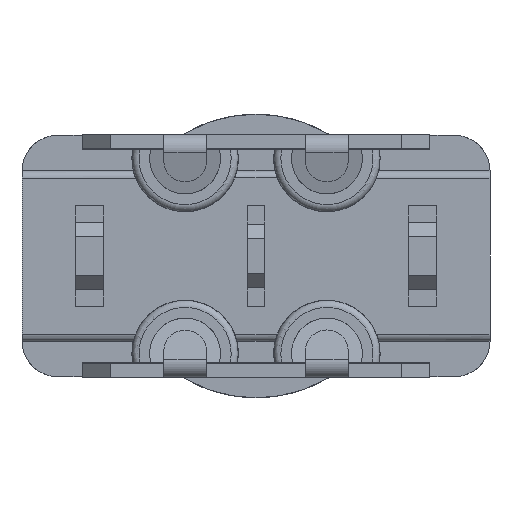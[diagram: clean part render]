
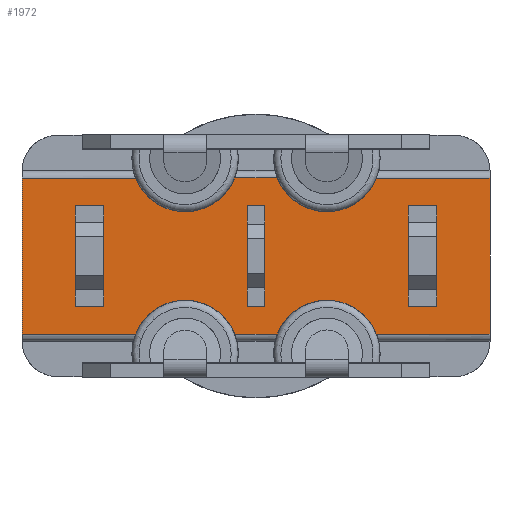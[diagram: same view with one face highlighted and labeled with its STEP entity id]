
A CAD part, front view. The second image highlights one B-rep face of the part: STEP entity #1972.
In plain terms, the highlighted planar face has unit normal (0, -1, 0).
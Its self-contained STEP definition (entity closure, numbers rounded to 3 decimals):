
#494=DIRECTION('',(0.,0.,1.));
#495=VECTOR('',#494,4.4);
#496=CARTESIAN_POINT('',(6.6,-10.95,-2.2));
#497=LINE('',#496,#495);
#506=DIRECTION('',(1.,0.,0.));
#507=VECTOR('',#506,3.204);
#508=CARTESIAN_POINT('',(3.396,-10.95,-2.2));
#509=LINE('',#508,#507);
#528=CARTESIAN_POINT('',(-2.,-10.95,2.75));
#529=DIRECTION('',(0.,1.,0.));
#530=DIRECTION('',(0.93,0.,-0.367));
#531=AXIS2_PLACEMENT_3D('',#528,#529,#530);
#533=CARTESIAN_POINT('',(2.,-10.95,2.75));
#534=DIRECTION('',(0.,1.,0.));
#535=DIRECTION('',(0.93,0.,-0.367));
#536=AXIS2_PLACEMENT_3D('',#533,#534,#535);
#538=CARTESIAN_POINT('',(2.,-10.95,-2.75));
#539=DIRECTION('',(0.,1.,0.));
#540=DIRECTION('',(-0.93,0.,0.367));
#541=AXIS2_PLACEMENT_3D('',#538,#539,#540);
#543=CARTESIAN_POINT('',(-2.,-10.95,-2.75));
#544=DIRECTION('',(0.,1.,0.));
#545=DIRECTION('',(-0.93,0.,0.367));
#546=AXIS2_PLACEMENT_3D('',#543,#544,#545);
#548=DIRECTION('',(1.,0.,0.));
#549=VECTOR('',#548,3.204);
#550=CARTESIAN_POINT('',(-6.6,-10.95,-2.2));
#551=LINE('',#550,#549);
#715=DIRECTION('',(-1.,0.,0.));
#716=VECTOR('',#715,3.204);
#717=CARTESIAN_POINT('',(-3.396,-10.95,2.2));
#718=LINE('',#717,#716);
#745=DIRECTION('',(0.,0.,-1.));
#746=VECTOR('',#745,4.4);
#747=CARTESIAN_POINT('',(-6.6,-10.95,2.2));
#748=LINE('',#747,#746);
#840=DIRECTION('',(1.,0.,0.));
#841=VECTOR('',#840,1.209);
#842=CARTESIAN_POINT('',(-0.604,-10.95,-2.2));
#843=LINE('',#842,#841);
#973=DIRECTION('',(-1.,0.,0.));
#974=VECTOR('',#973,1.209);
#975=CARTESIAN_POINT('',(0.604,-10.95,2.2));
#976=LINE('',#975,#974);
#1003=DIRECTION('',(-1.,0.,0.));
#1004=VECTOR('',#1003,3.204);
#1005=CARTESIAN_POINT('',(6.6,-10.95,2.2));
#1006=LINE('',#1005,#1004);
#1223=CARTESIAN_POINT('',(-6.6,-10.95,-2.2));
#1224=CARTESIAN_POINT('',(-3.396,-10.95,-2.2));
#1225=VERTEX_POINT('',#1223);
#1226=VERTEX_POINT('',#1224);
#1231=CARTESIAN_POINT('',(-3.396,-10.95,2.2));
#1232=CARTESIAN_POINT('',(-6.6,-10.95,2.2));
#1233=VERTEX_POINT('',#1231);
#1234=VERTEX_POINT('',#1232);
#1239=CARTESIAN_POINT('',(3.396,-10.95,-2.2));
#1240=CARTESIAN_POINT('',(6.6,-10.95,-2.2));
#1241=VERTEX_POINT('',#1239);
#1242=VERTEX_POINT('',#1240);
#1247=CARTESIAN_POINT('',(6.6,-10.95,2.2));
#1248=CARTESIAN_POINT('',(3.396,-10.95,2.2));
#1249=VERTEX_POINT('',#1247);
#1250=VERTEX_POINT('',#1248);
#1255=CARTESIAN_POINT('',(0.604,-10.95,-2.2));
#1256=VERTEX_POINT('',#1255);
#1257=CARTESIAN_POINT('',(0.604,-10.95,2.2));
#1258=VERTEX_POINT('',#1257);
#1259=CARTESIAN_POINT('',(-0.604,-10.95,-2.2));
#1260=VERTEX_POINT('',#1259);
#1261=CARTESIAN_POINT('',(-0.604,-10.95,2.2));
#1262=VERTEX_POINT('',#1261);
#1945=CARTESIAN_POINT('',(0.,-10.95,0.));
#1946=DIRECTION('',(0.,-1.,0.));
#1947=DIRECTION('',(0.,0.,-1.));
#1948=AXIS2_PLACEMENT_3D('',#1945,#1946,#1947);
#1949=PLANE('',#1948);
#1951=ORIENTED_EDGE('',*,*,#1950,.F.);
#1953=ORIENTED_EDGE('',*,*,#1952,.F.);
#1955=ORIENTED_EDGE('',*,*,#1954,.F.);
#1956=ORIENTED_EDGE('',*,*,#1771,.F.);
#1958=ORIENTED_EDGE('',*,*,#1957,.F.);
#1959=ORIENTED_EDGE('',*,*,#1826,.F.);
#1961=ORIENTED_EDGE('',*,*,#1960,.F.);
#1962=ORIENTED_EDGE('',*,*,#1915,.F.);
#1963=ORIENTED_EDGE('',*,*,#1935,.F.);
#1965=ORIENTED_EDGE('',*,*,#1964,.F.);
#1967=ORIENTED_EDGE('',*,*,#1966,.F.);
#1969=ORIENTED_EDGE('',*,*,#1968,.F.);
#1970=EDGE_LOOP('',(#1951,#1953,#1955,#1956,#1958,#1959,#1961,#1962,#1963,#1965,
#1967,#1969));
#1971=FACE_OUTER_BOUND('',#1970,.F.);
#1972=ADVANCED_FACE('',(#1971),#1949,.T.);
#532=CIRCLE('',#531,1.5);
#537=CIRCLE('',#536,1.5);
#542=CIRCLE('',#541,1.5);
#547=CIRCLE('',#546,1.5);
#1771=EDGE_CURVE('',#1262,#1233,#532,.T.);
#1826=EDGE_CURVE('',#1250,#1258,#537,.T.);
#1915=EDGE_CURVE('',#1242,#1249,#497,.T.);
#1935=EDGE_CURVE('',#1241,#1242,#509,.T.);
#1950=EDGE_CURVE('',#1225,#1226,#551,.T.);
#1952=EDGE_CURVE('',#1234,#1225,#748,.T.);
#1954=EDGE_CURVE('',#1233,#1234,#718,.T.);
#1957=EDGE_CURVE('',#1258,#1262,#976,.T.);
#1960=EDGE_CURVE('',#1249,#1250,#1006,.T.);
#1964=EDGE_CURVE('',#1256,#1241,#542,.T.);
#1966=EDGE_CURVE('',#1260,#1256,#843,.T.);
#1968=EDGE_CURVE('',#1226,#1260,#547,.T.);
